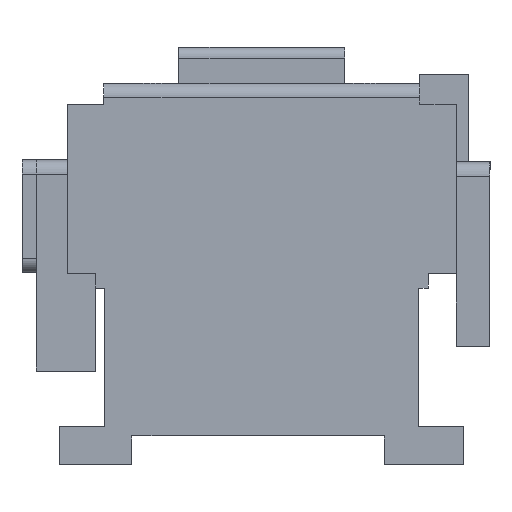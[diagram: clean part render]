
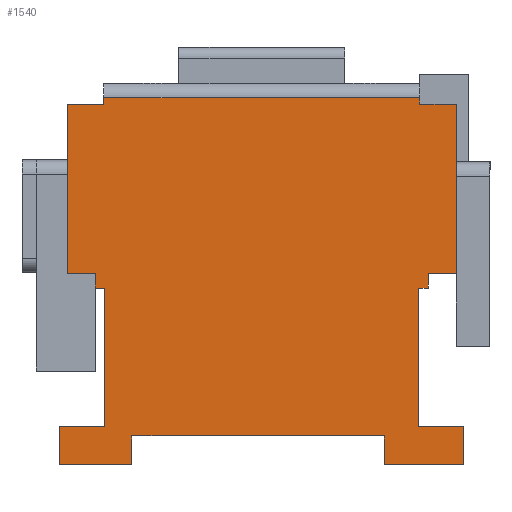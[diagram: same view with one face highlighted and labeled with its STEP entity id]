
A CAD part, left-side view. The second image highlights one B-rep face of the part: STEP entity #1540.
In plain terms, the highlighted planar face has unit normal (-1, 0, 0).
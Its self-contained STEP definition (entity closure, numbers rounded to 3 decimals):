
#1540=ADVANCED_FACE('',(#2933),#2265,.T.);
#2265=PLANE('',#16808);
#2933=FACE_OUTER_BOUND('',#3844,.T.);
#3844=EDGE_LOOP('',(#6835,#6836,#6837,#6838,#6839,#6840,#6841,#6842,#6843,
#6844,#6845,#6846,#6847,#6848,#6849,#6850,#6851,#6852,#6853,#6854,#6855,
#6856,#6857,#6858));
#6835=ORIENTED_EDGE('',*,*,#11587,.T.);
#6836=ORIENTED_EDGE('',*,*,#11588,.F.);
#6837=ORIENTED_EDGE('',*,*,#11585,.F.);
#6838=ORIENTED_EDGE('',*,*,#11080,.F.);
#6839=ORIENTED_EDGE('',*,*,#11084,.F.);
#6840=ORIENTED_EDGE('',*,*,#11579,.F.);
#6841=ORIENTED_EDGE('',*,*,#11171,.F.);
#6842=ORIENTED_EDGE('',*,*,#11168,.F.);
#6843=ORIENTED_EDGE('',*,*,#11165,.F.);
#6844=ORIENTED_EDGE('',*,*,#11162,.F.);
#6845=ORIENTED_EDGE('',*,*,#11159,.F.);
#6846=ORIENTED_EDGE('',*,*,#11156,.F.);
#6847=ORIENTED_EDGE('',*,*,#11153,.F.);
#6848=ORIENTED_EDGE('',*,*,#11150,.F.);
#6849=ORIENTED_EDGE('',*,*,#11147,.F.);
#6850=ORIENTED_EDGE('',*,*,#11144,.F.);
#6851=ORIENTED_EDGE('',*,*,#11141,.F.);
#6852=ORIENTED_EDGE('',*,*,#11138,.F.);
#6853=ORIENTED_EDGE('',*,*,#11135,.F.);
#6854=ORIENTED_EDGE('',*,*,#11589,.F.);
#6855=ORIENTED_EDGE('',*,*,#11076,.F.);
#6856=ORIENTED_EDGE('',*,*,#10936,.F.);
#6857=ORIENTED_EDGE('',*,*,#10940,.F.);
#6858=ORIENTED_EDGE('',*,*,#11590,.F.);
#9212=VERTEX_POINT('',#23213);
#9213=VERTEX_POINT('',#23215);
#9215=VERTEX_POINT('',#23221);
#9309=VERTEX_POINT('',#23495);
#9312=VERTEX_POINT('',#23502);
#9313=VERTEX_POINT('',#23504);
#9315=VERTEX_POINT('',#23510);
#9350=VERTEX_POINT('',#23613);
#9351=VERTEX_POINT('',#23615);
#9353=VERTEX_POINT('',#23621);
#9355=VERTEX_POINT('',#23627);
#9357=VERTEX_POINT('',#23633);
#9359=VERTEX_POINT('',#23639);
#9361=VERTEX_POINT('',#23645);
#9363=VERTEX_POINT('',#23651);
#9365=VERTEX_POINT('',#23657);
#9367=VERTEX_POINT('',#23663);
#9369=VERTEX_POINT('',#23669);
#9371=VERTEX_POINT('',#23675);
#9373=VERTEX_POINT('',#23681);
#9375=VERTEX_POINT('',#23687);
#9646=VERTEX_POINT('',#24537);
#9647=VERTEX_POINT('',#24541);
#9648=VERTEX_POINT('',#24542);
#10936=EDGE_CURVE('',#9212,#9213,#12920,.T.);
#10940=EDGE_CURVE('',#9215,#9212,#12924,.T.);
#11076=EDGE_CURVE('',#9213,#9309,#13050,.T.);
#11080=EDGE_CURVE('',#9312,#9313,#13054,.T.);
#11084=EDGE_CURVE('',#9315,#9312,#13058,.T.);
#11135=EDGE_CURVE('',#9350,#9351,#13101,.T.);
#11138=EDGE_CURVE('',#9351,#9353,#13104,.T.);
#11141=EDGE_CURVE('',#9353,#9355,#13107,.T.);
#11144=EDGE_CURVE('',#9355,#9357,#13110,.T.);
#11147=EDGE_CURVE('',#9357,#9359,#13113,.T.);
#11150=EDGE_CURVE('',#9359,#9361,#13116,.T.);
#11153=EDGE_CURVE('',#9361,#9363,#13119,.T.);
#11156=EDGE_CURVE('',#9363,#9365,#13122,.T.);
#11159=EDGE_CURVE('',#9365,#9367,#13125,.T.);
#11162=EDGE_CURVE('',#9367,#9369,#13128,.T.);
#11165=EDGE_CURVE('',#9369,#9371,#13131,.T.);
#11168=EDGE_CURVE('',#9371,#9373,#13134,.T.);
#11171=EDGE_CURVE('',#9373,#9375,#13137,.T.);
#11579=EDGE_CURVE('',#9375,#9315,#13493,.T.);
#11585=EDGE_CURVE('',#9313,#9646,#13499,.T.);
#11587=EDGE_CURVE('',#9647,#9648,#13501,.T.);
#11588=EDGE_CURVE('',#9646,#9648,#13502,.T.);
#11589=EDGE_CURVE('',#9309,#9350,#13503,.T.);
#11590=EDGE_CURVE('',#9647,#9215,#13504,.T.);
#12920=LINE('',#23214,#14743);
#12924=LINE('',#23222,#14747);
#13050=LINE('',#23494,#14873);
#13054=LINE('',#23503,#14877);
#13058=LINE('',#23511,#14881);
#13101=LINE('',#23614,#14924);
#13104=LINE('',#23620,#14927);
#13107=LINE('',#23626,#14930);
#13110=LINE('',#23632,#14933);
#13113=LINE('',#23638,#14936);
#13116=LINE('',#23644,#14939);
#13119=LINE('',#23650,#14942);
#13122=LINE('',#23656,#14945);
#13125=LINE('',#23662,#14948);
#13128=LINE('',#23668,#14951);
#13131=LINE('',#23674,#14954);
#13134=LINE('',#23680,#14957);
#13137=LINE('',#23686,#14960);
#13493=LINE('',#24525,#15316);
#13499=LINE('',#24536,#15322);
#13501=LINE('',#24540,#15324);
#13502=LINE('',#24543,#15325);
#13503=LINE('',#24544,#15326);
#13504=LINE('',#24545,#15327);
#14743=VECTOR('',#18870,1.);
#14747=VECTOR('',#18876,1.);
#14873=VECTOR('',#19108,1.);
#14877=VECTOR('',#19114,1.);
#14881=VECTOR('',#19120,1.);
#14924=VECTOR('',#19213,1.);
#14927=VECTOR('',#19218,1.);
#14930=VECTOR('',#19223,1.);
#14933=VECTOR('',#19228,1.);
#14936=VECTOR('',#19233,1.);
#14939=VECTOR('',#19238,1.);
#14942=VECTOR('',#19243,1.);
#14945=VECTOR('',#19248,1.);
#14948=VECTOR('',#19253,1.);
#14951=VECTOR('',#19258,1.);
#14954=VECTOR('',#19263,1.);
#14957=VECTOR('',#19268,1.);
#14960=VECTOR('',#19273,1.);
#15316=VECTOR('',#20057,1.);
#15322=VECTOR('',#20069,1.);
#15324=VECTOR('',#20073,1.);
#15325=VECTOR('',#20074,1.);
#15326=VECTOR('',#20075,1.);
#15327=VECTOR('',#20076,1.);
#16808=AXIS2_PLACEMENT_3D('',#24546,#20077,#20078);
#18870=DIRECTION('',(0.,0.,-1.));
#18876=DIRECTION('',(0.,-1.,0.));
#19108=DIRECTION('',(0.,1.,0.));
#19114=DIRECTION('',(0.,0.,1.));
#19120=DIRECTION('',(0.,1.,0.));
#19213=DIRECTION('',(0.,1.,0.));
#19218=DIRECTION('',(0.,0.,-1.));
#19223=DIRECTION('',(0.,-1.,0.));
#19228=DIRECTION('',(0.,0.,-1.));
#19233=DIRECTION('',(0.,1.,0.));
#19238=DIRECTION('',(0.,0.,1.));
#19243=DIRECTION('',(0.,1.,0.));
#19248=DIRECTION('',(0.,0.,-1.));
#19253=DIRECTION('',(0.,1.,0.));
#19258=DIRECTION('',(0.,0.,1.));
#19263=DIRECTION('',(0.,-1.,0.));
#19268=DIRECTION('',(0.,0.,1.));
#19273=DIRECTION('',(0.,1.,0.));
#20057=DIRECTION('',(0.,0.,1.));
#20069=DIRECTION('',(0.,-1.,0.));
#20073=DIRECTION('',(0.,1.,0.));
#20074=DIRECTION('',(0.,0.,1.));
#20075=DIRECTION('',(0.,0.,-1.));
#20076=DIRECTION('',(0.,0.,-1.));
#20077=DIRECTION('',(-1.,0.,0.));
#20078=DIRECTION('',(0.,-1.,0.));
#23213=CARTESIAN_POINT('',(-22.4,-27.,46.));
#23214=CARTESIAN_POINT('',(-22.4,-27.,46.));
#23215=CARTESIAN_POINT('',(-22.4,-27.,22.5));
#23221=CARTESIAN_POINT('',(-22.4,-21.9,46.));
#23222=CARTESIAN_POINT('',(-22.4,-21.9,46.));
#23494=CARTESIAN_POINT('',(-22.4,-27.,22.5));
#23495=CARTESIAN_POINT('',(-22.4,-23.1,22.5));
#23502=CARTESIAN_POINT('',(-22.4,27.,22.5));
#23503=CARTESIAN_POINT('',(-22.4,27.,22.5));
#23504=CARTESIAN_POINT('',(-22.4,27.,46.));
#23510=CARTESIAN_POINT('',(-22.4,23.1,22.5));
#23511=CARTESIAN_POINT('',(-22.4,23.1,22.5));
#23613=CARTESIAN_POINT('',(-22.4,-23.1,20.5));
#23614=CARTESIAN_POINT('',(-22.4,-23.1,20.5));
#23615=CARTESIAN_POINT('',(-22.4,-21.75,20.5));
#23620=CARTESIAN_POINT('',(-22.4,-21.75,20.5));
#23621=CARTESIAN_POINT('',(-22.4,-21.75,1.3));
#23626=CARTESIAN_POINT('',(-22.4,-21.75,1.3));
#23627=CARTESIAN_POINT('',(-22.4,-28.,1.3));
#23632=CARTESIAN_POINT('',(-22.4,-28.,1.3));
#23633=CARTESIAN_POINT('',(-22.4,-28.,-4.));
#23638=CARTESIAN_POINT('',(-22.4,-28.,-4.));
#23639=CARTESIAN_POINT('',(-22.4,-17.,-4.));
#23644=CARTESIAN_POINT('',(-22.4,-17.,-4.));
#23645=CARTESIAN_POINT('',(-22.4,-17.,0.));
#23650=CARTESIAN_POINT('',(-22.4,-17.,0.));
#23651=CARTESIAN_POINT('',(-22.4,18.,0.));
#23656=CARTESIAN_POINT('',(-22.4,18.,0.));
#23657=CARTESIAN_POINT('',(-22.4,18.,-4.));
#23662=CARTESIAN_POINT('',(-22.4,18.,-4.));
#23663=CARTESIAN_POINT('',(-22.4,28.,-4.));
#23668=CARTESIAN_POINT('',(-22.4,28.,-4.));
#23669=CARTESIAN_POINT('',(-22.4,28.,1.3));
#23674=CARTESIAN_POINT('',(-22.4,28.,1.3));
#23675=CARTESIAN_POINT('',(-22.4,21.75,1.3));
#23680=CARTESIAN_POINT('',(-22.4,21.75,1.3));
#23681=CARTESIAN_POINT('',(-22.4,21.75,20.5));
#23686=CARTESIAN_POINT('',(-22.4,21.75,20.5));
#23687=CARTESIAN_POINT('',(-22.4,23.1,20.5));
#24525=CARTESIAN_POINT('',(-22.4,23.1,20.5));
#24536=CARTESIAN_POINT('',(-22.4,27.,46.));
#24537=CARTESIAN_POINT('',(-22.4,21.9,46.));
#24540=CARTESIAN_POINT('',(-22.4,-21.9,46.9));
#24541=CARTESIAN_POINT('',(-22.4,-21.9,46.9));
#24542=CARTESIAN_POINT('',(-22.4,21.9,46.9));
#24543=CARTESIAN_POINT('',(-22.4,21.9,46.));
#24544=CARTESIAN_POINT('',(-22.4,-23.1,22.5));
#24545=CARTESIAN_POINT('',(-22.4,-21.9,46.9));
#24546=CARTESIAN_POINT('',(-22.4,30.8,-6.645));
